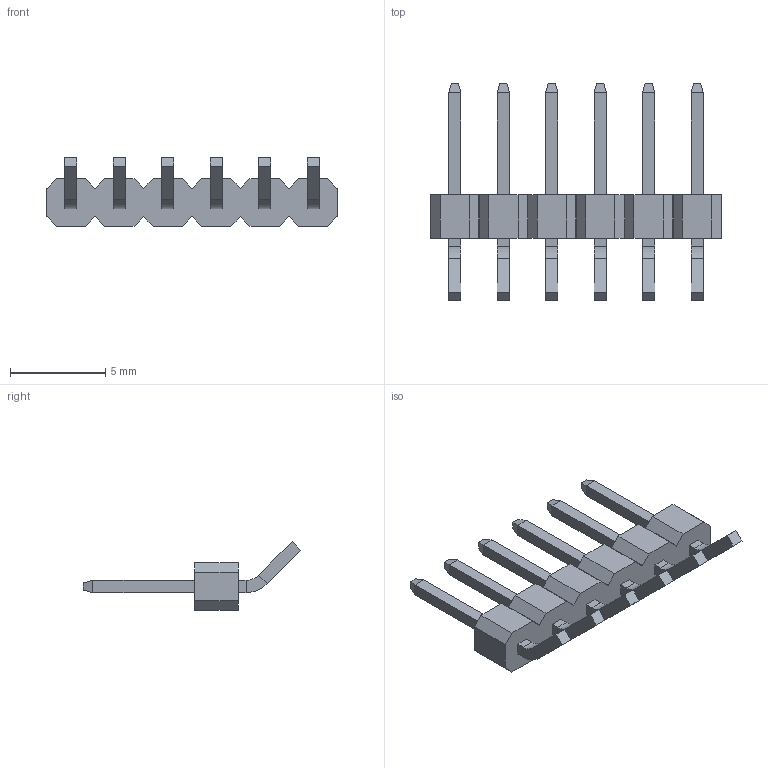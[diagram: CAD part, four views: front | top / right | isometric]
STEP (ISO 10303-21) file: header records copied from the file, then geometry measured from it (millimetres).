
FILE_DESCRIPTION (( 'STEP AP214' ), '1' );
FILE_NAME ('1x6pin_45grados.STEP', '2021-11-19T13:40:42', ( '' ), ( '' ), 'SwSTEP 2.0', 'SolidWorks 2020', '' );
FILE_SCHEMA (( 'AUTOMOTIVE_DESIGN' ));
Length unit declared in the file: millimetre
Products named in the file (1): 1x6pin_45grados
Bounding box: 15.24 x 11.41 x 3.6 mm (x, y, z)
Volume: 103.5 mm3; surface area: 304.6 mm2
Topology: 1 solids, 1 shells, 186 faces, 444 edges, 272 vertices
Faces by surface type: plane 174, cylinder 12
Entity records: 6682 total; most frequent: CARTESIAN_POINT 903, ORIENTED_EDGE 888, DIRECTION 842, EDGE_CURVE 444, LINE 420, VECTOR 420, VERTEX_POINT 272, AXIS2_PLACEMENT_3D 211
